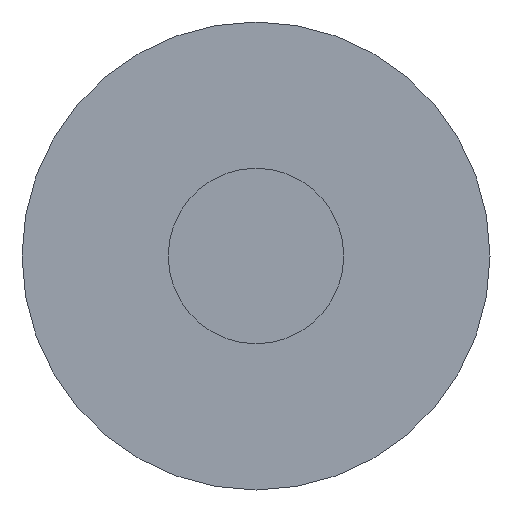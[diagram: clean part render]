
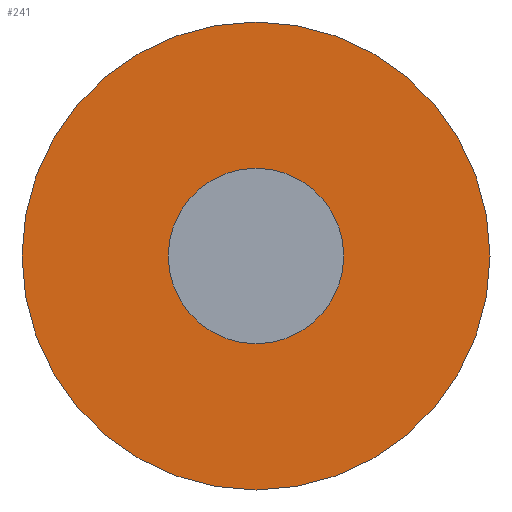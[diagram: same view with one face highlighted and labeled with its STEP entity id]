
A CAD part, front view. The second image highlights one B-rep face of the part: STEP entity #241.
In plain terms, the highlighted planar face has unit normal (0, -1, 0).
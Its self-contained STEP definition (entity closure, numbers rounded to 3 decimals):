
#81=CARTESIAN_POINT('',(0.,-20.,0.));
#82=DIRECTION('',(0.,-1.,0.));
#83=DIRECTION('',(0.,0.,-1.));
#84=AXIS2_PLACEMENT_3D('',#81,#82,#83);
#90=CARTESIAN_POINT('',(0.,-20.,0.));
#91=DIRECTION('',(0.,-1.,0.));
#92=DIRECTION('',(0.,0.,1.));
#93=AXIS2_PLACEMENT_3D('',#90,#91,#92);
#112=CARTESIAN_POINT('',(0.,-20.,0.));
#113=DIRECTION('',(0.,1.,0.));
#114=DIRECTION('',(1.,0.,0.));
#115=AXIS2_PLACEMENT_3D('',#112,#113,#114);
#120=CARTESIAN_POINT('',(0.,-20.,0.));
#121=DIRECTION('',(0.,-1.,0.));
#122=DIRECTION('',(1.,0.,0.));
#123=AXIS2_PLACEMENT_3D('',#120,#121,#122);
#204=CARTESIAN_POINT('',(4.,-20.,0.));
#206=VERTEX_POINT('',#204);
#210=CARTESIAN_POINT('',(-4.,-20.,0.));
#212=VERTEX_POINT('',#210);
#220=CARTESIAN_POINT('',(0.,-20.,-1.5));
#221=CARTESIAN_POINT('',(0.,-20.,1.5));
#222=VERTEX_POINT('',#220);
#223=VERTEX_POINT('',#221);
#224=CARTESIAN_POINT('',(0.,-20.,0.));
#225=DIRECTION('',(0.,-1.,0.));
#226=DIRECTION('',(-1.,0.,0.));
#227=AXIS2_PLACEMENT_3D('',#224,#225,#226);
#228=PLANE('',#227);
#230=ORIENTED_EDGE('',*,*,#229,.T.);
#232=ORIENTED_EDGE('',*,*,#231,.F.);
#233=EDGE_LOOP('',(#230,#232));
#234=FACE_OUTER_BOUND('',#233,.F.);
#236=ORIENTED_EDGE('',*,*,#235,.T.);
#238=ORIENTED_EDGE('',*,*,#237,.T.);
#239=EDGE_LOOP('',(#236,#238));
#240=FACE_BOUND('',#239,.F.);
#241=ADVANCED_FACE('',(#234,#240),#228,.T.);
#85=CIRCLE('',#84,1.5);
#94=CIRCLE('',#93,1.5);
#116=CIRCLE('',#115,4.);
#124=CIRCLE('',#123,4.);
#229=EDGE_CURVE('',#206,#212,#116,.T.);
#231=EDGE_CURVE('',#206,#212,#124,.T.);
#235=EDGE_CURVE('',#222,#223,#85,.T.);
#237=EDGE_CURVE('',#223,#222,#94,.T.);
